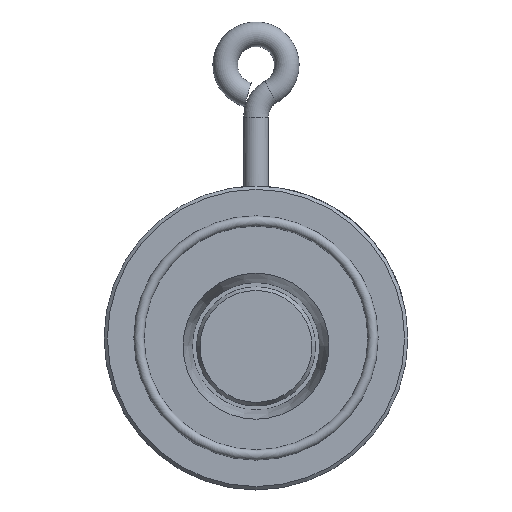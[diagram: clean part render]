
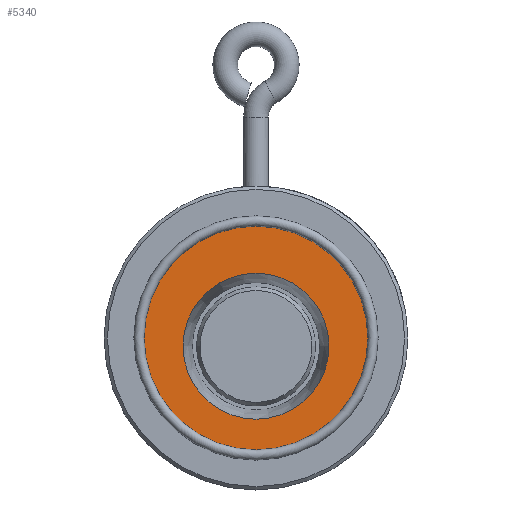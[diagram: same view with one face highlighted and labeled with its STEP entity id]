
A CAD part, top view. The second image highlights one B-rep face of the part: STEP entity #5340.
In plain terms, the highlighted planar face has unit normal (0, 0, 1).
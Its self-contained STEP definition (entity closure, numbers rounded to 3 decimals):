
#194 = ORIENTED_EDGE ( 'NONE', *, *, #3596, .F. ) ;
#546 = FACE_BOUND ( 'NONE', #2939, .T. ) ;
#1202 = CARTESIAN_POINT ( 'NONE',  ( 0., 0., 0. ) ) ;
#1444 = CARTESIAN_POINT ( 'NONE',  ( 0., -2., 0. ) ) ;
#2766 = DIRECTION ( 'NONE',  ( 1., 0., 0. ) ) ;
#2939 = EDGE_LOOP ( 'NONE', ( #194 ) ) ;
#3088 = AXIS2_PLACEMENT_3D ( 'NONE', #1202, #5135, #14310 ) ;
#3596 = EDGE_CURVE ( 'NONE', #6175, #6175, #7141, .T. ) ;
#3830 = PLANE ( 'NONE',  #3088 ) ;
#5129 = EDGE_CURVE ( 'NONE', #9260, #9260, #13047, .T. ) ;
#5135 = DIRECTION ( 'NONE',  ( 0., 0., -1. ) ) ;
#5340 = ADVANCED_FACE ( 'NONE', ( #546, #10601 ), #3830, .F. ) ;
#6171 = AXIS2_PLACEMENT_3D ( 'NONE', #15399, #7520, #16701 ) ;
#6175 = VERTEX_POINT ( 'NONE', #12697 ) ;
#7141 = CIRCLE ( 'NONE', #15744, 17.778 ) ;
#7520 = DIRECTION ( 'NONE',  ( 0., 0., 1. ) ) ;
#9260 = VERTEX_POINT ( 'NONE', #15369 ) ;
#10601 = FACE_OUTER_BOUND ( 'NONE', #15141, .T. ) ;
#10611 = DIRECTION ( 'NONE',  ( 0., 0., 1. ) ) ;
#12697 = CARTESIAN_POINT ( 'NONE',  ( 17.778, -2., 0. ) ) ;
#13047 = CIRCLE ( 'NONE', #6171, 27.25 ) ;
#13927 = ORIENTED_EDGE ( 'NONE', *, *, #5129, .T. ) ;
#14310 = DIRECTION ( 'NONE',  ( -1., 0., 0. ) ) ;
#15141 = EDGE_LOOP ( 'NONE', ( #13927 ) ) ;
#15369 = CARTESIAN_POINT ( 'NONE',  ( 27.25, 0., 0. ) ) ;
#15399 = CARTESIAN_POINT ( 'NONE',  ( 0., 0., 0. ) ) ;
#15744 = AXIS2_PLACEMENT_3D ( 'NONE', #1444, #10611, #2766 ) ;
#16701 = DIRECTION ( 'NONE',  ( 1., 0., 0. ) ) ;
